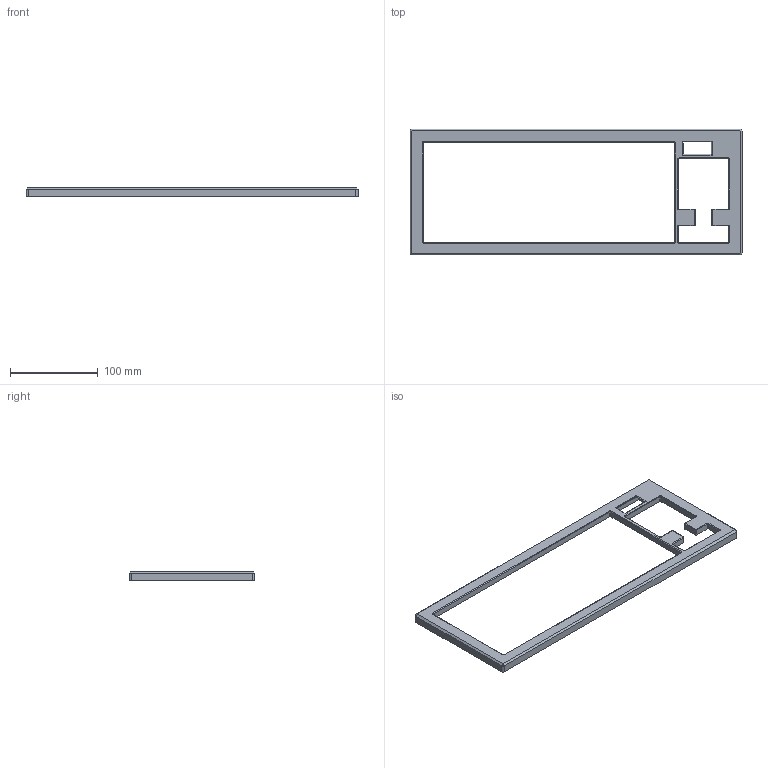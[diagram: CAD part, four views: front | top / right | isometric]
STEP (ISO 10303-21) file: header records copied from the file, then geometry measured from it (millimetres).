
FILE_DESCRIPTION(('FreeCAD Model'),'2;1');
FILE_NAME('Open CASCADE Shape Model','2025-03-09T23:13:52',(''),(''), 'Open CASCADE STEP processor 7.8','FreeCAD','Unknown');
FILE_SCHEMA(('AUTOMOTIVE_DESIGN { 1 0 10303 214 1 1 1 1 }'));
Length unit declared in the file: millimetre
Products named in the file (1): Top
Bounding box: 378 x 143 x 10.5 mm (x, y, z)
Volume: 137195.2 mm3; surface area: 55005 mm2
Topology: 1 solids, 1 shells, 148 faces, 316 edges, 196 vertices
Faces by surface type: plane 64, cylinder 64, torus 12, cone 4, revolution 4
Full cylindrical faces by diameter (mm): 3.3 x24
Entity records: 4066 total; most frequent: DIRECTION 754, CARTESIAN_POINT 701, ORIENTED_EDGE 632, EDGE_CURVE 316, AXIS2_PLACEMENT_3D 289, VERTEX_POINT 196, FACE_BOUND 180, EDGE_LOOP 180
